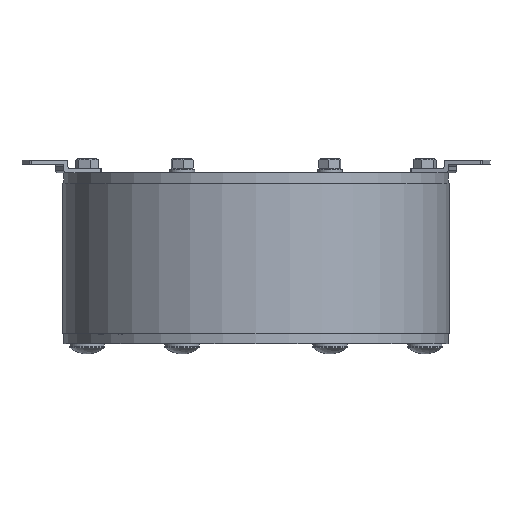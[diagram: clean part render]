
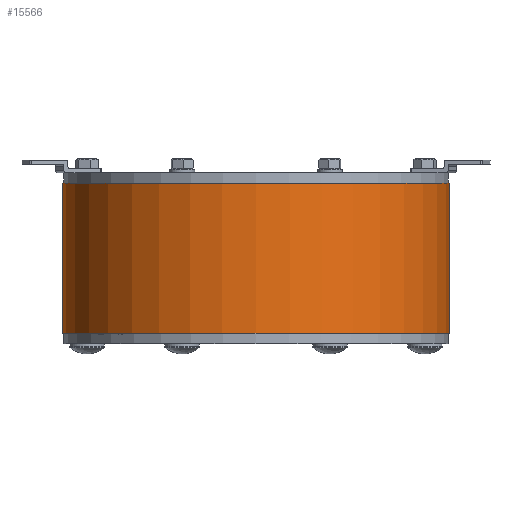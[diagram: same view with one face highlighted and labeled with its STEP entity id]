
A CAD part, front view. The second image highlights one B-rep face of the part: STEP entity #15566.
In plain terms, the highlighted cylindrical face has radius 92.5 mm (diameter 185 mm), a partial arc.
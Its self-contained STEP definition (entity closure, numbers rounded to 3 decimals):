
#617=CIRCLE('',#15796,92.5);
#674=CIRCLE('',#16363,92.5);
#814=CYLINDRICAL_SURFACE('',#16362,92.5);
#925=LINE('',#20419,#2617);
#929=LINE('',#20428,#2621);
#2617=VECTOR('',#16824,72.);
#2621=VECTOR('',#16830,72.);
#5529=FACE_OUTER_BOUND('',#6443,.T.);
#6443=EDGE_LOOP('',(#14226,#14227,#14228,#14229));
#6966=VERTEX_POINT('',#20416);
#6967=VERTEX_POINT('',#20418);
#6970=VERTEX_POINT('',#20425);
#6971=VERTEX_POINT('',#20427);
#8448=EDGE_CURVE('',#6967,#6966,#925,.T.);
#8452=EDGE_CURVE('',#6970,#6971,#929,.T.);
#8456=EDGE_CURVE('',#6971,#6966,#617,.T.);
#10229=EDGE_CURVE('',#6967,#6970,#674,.T.);
#14226=ORIENTED_EDGE('',*,*,#8452,.F.);
#14227=ORIENTED_EDGE('',*,*,#10229,.F.);
#14228=ORIENTED_EDGE('',*,*,#8448,.T.);
#14229=ORIENTED_EDGE('',*,*,#8456,.F.);
#15566=ADVANCED_FACE('',(#5529),#814,.T.);
#15796=AXIS2_PLACEMENT_3D('',#20434,#16840,#16841);
#16362=AXIS2_PLACEMENT_3D('',#25846,#19410,#19411);
#16363=AXIS2_PLACEMENT_3D('',#25847,#19412,#19413);
#16824=DIRECTION('',(0.,0.,1.));
#16830=DIRECTION('',(0.,0.,1.));
#16840=DIRECTION('center_axis',(0.,0.,1.));
#16841=DIRECTION('ref_axis',(-1.,0.005,0.));
#19410=DIRECTION('center_axis',(0.,0.,1.));
#19411=DIRECTION('ref_axis',(-1.,0.005,0.));
#19412=DIRECTION('center_axis',(0.,0.,-1.));
#19413=DIRECTION('ref_axis',(-1.,0.005,0.));
#20416=CARTESIAN_POINT('',(-92.5,0.,72.));
#20418=CARTESIAN_POINT('',(-92.5,0.,0.));
#20419=CARTESIAN_POINT('',(-92.5,0.,0.));
#20425=CARTESIAN_POINT('',(92.5,0.,0.));
#20427=CARTESIAN_POINT('',(92.5,0.,72.));
#20428=CARTESIAN_POINT('',(92.5,0.,0.));
#20434=CARTESIAN_POINT('Origin',(0.,0.,72.));
#25846=CARTESIAN_POINT('Origin',(0.,0.,0.));
#25847=CARTESIAN_POINT('Origin',(0.,0.,0.));
